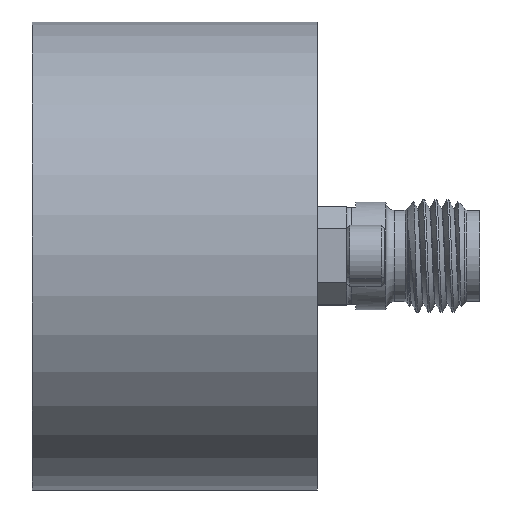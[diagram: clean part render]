
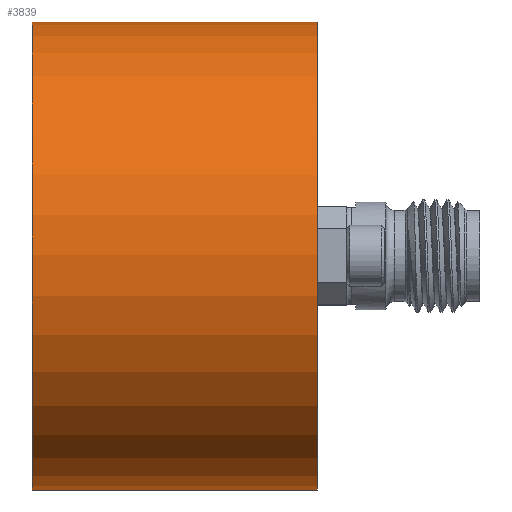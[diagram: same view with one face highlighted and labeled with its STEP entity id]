
A CAD part, left-side view. The second image highlights one B-rep face of the part: STEP entity #3839.
In plain terms, the highlighted cylindrical face has radius 13.686 mm (diameter 27.373 mm), a partial arc.
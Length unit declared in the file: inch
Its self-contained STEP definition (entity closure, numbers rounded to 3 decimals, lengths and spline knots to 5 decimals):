
#2 = CARTESIAN_POINT ( 'NONE',  ( 0.02011, -0.59044, -0.34801 ) ) ;
#90 = EDGE_LOOP ( 'NONE', ( #3500, #3586, #91, #1793 ) ) ;
#91 = ORIENTED_EDGE ( 'NONE', *, *, #5664, .T. ) ;
#164 = FACE_OUTER_BOUND ( 'NONE', #90, .T. ) ;
#264 = VECTOR ( 'NONE', #5472, 39.37008 ) ;
#420 = AXIS2_PLACEMENT_3D ( 'NONE', #437, #1400, #6368 ) ;
#437 = CARTESIAN_POINT ( 'NONE',  ( 0.02176, 0.06584, 0.19082 ) ) ;
#504 = AXIS2_PLACEMENT_3D ( 'NONE', #5181, #3761, #3664 ) ;
#887 = CARTESIAN_POINT ( 'NONE',  ( 0.02011, 0.0427, -0.34801 ) ) ;
#1026 = EDGE_CURVE ( 'NONE', #5641, #5663, #5264, .T. ) ;
#1400 = DIRECTION ( 'NONE',  ( 0., -1., 0. ) ) ;
#1490 = CARTESIAN_POINT ( 'NONE',  ( 0.02011, 0.06584, -0.34801 ) ) ;
#1596 = VECTOR ( 'NONE', #2340, 39.37008 ) ;
#1793 = ORIENTED_EDGE ( 'NONE', *, *, #4547, .F. ) ;
#1926 = DIRECTION ( 'NONE',  ( 0., -1., 0. ) ) ;
#2340 = DIRECTION ( 'NONE',  ( 0., -1., 0. ) ) ;
#2899 = CARTESIAN_POINT ( 'NONE',  ( 0.02342, 0.06584, 0.72965 ) ) ;
#2922 = CIRCLE ( 'NONE', #3030, 0.53883 ) ;
#2928 = LINE ( 'NONE', #887, #264 ) ;
#3030 = AXIS2_PLACEMENT_3D ( 'NONE', #3432, #1926, #3469 ) ;
#3259 = EDGE_CURVE ( 'NONE', #5641, #4337, #3847, .T. ) ;
#3432 = CARTESIAN_POINT ( 'NONE',  ( 0.02176, -0.59044, 0.19082 ) ) ;
#3469 = DIRECTION ( 'NONE',  ( -0.003, 0., -1. ) ) ;
#3476 = VERTEX_POINT ( 'NONE', #2 ) ;
#3500 = ORIENTED_EDGE ( 'NONE', *, *, #3259, .F. ) ;
#3586 = ORIENTED_EDGE ( 'NONE', *, *, #1026, .T. ) ;
#3664 = DIRECTION ( 'NONE',  ( -0.003, 0., -1. ) ) ;
#3761 = DIRECTION ( 'NONE',  ( 0., -1., 0. ) ) ;
#3839 = ADVANCED_FACE ( 'NONE', ( #164 ), #4285, .T. ) ;
#3847 = LINE ( 'NONE', #5335, #1596 ) ;
#4285 = CYLINDRICAL_SURFACE ( 'NONE', #504, 0.53883 ) ;
#4288 = CARTESIAN_POINT ( 'NONE',  ( 0.02342, -0.59044, 0.72965 ) ) ;
#4337 = VERTEX_POINT ( 'NONE', #4288 ) ;
#4547 = EDGE_CURVE ( 'NONE', #4337, #3476, #2922, .T. ) ;
#5181 = CARTESIAN_POINT ( 'NONE',  ( 0.02176, 0.0427, 0.19082 ) ) ;
#5264 = CIRCLE ( 'NONE', #420, 0.53883 ) ;
#5335 = CARTESIAN_POINT ( 'NONE',  ( 0.02342, 0.0427, 0.72965 ) ) ;
#5472 = DIRECTION ( 'NONE',  ( 0., -1., 0. ) ) ;
#5641 = VERTEX_POINT ( 'NONE', #2899 ) ;
#5663 = VERTEX_POINT ( 'NONE', #1490 ) ;
#5664 = EDGE_CURVE ( 'NONE', #5663, #3476, #2928, .T. ) ;
#6368 = DIRECTION ( 'NONE',  ( -0.003, 0., -1. ) ) ;
